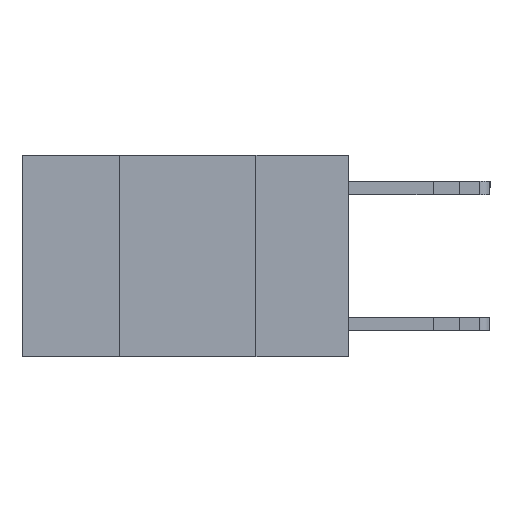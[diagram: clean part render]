
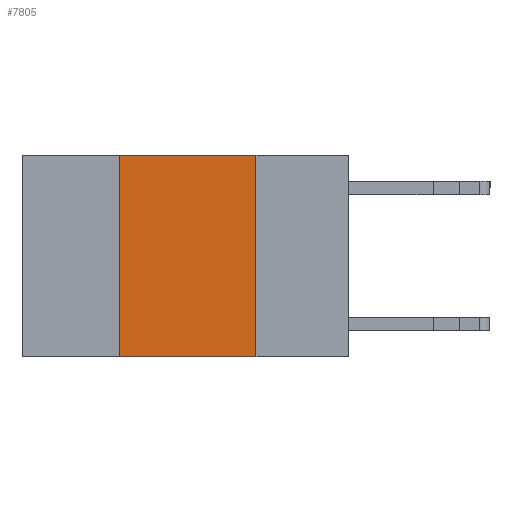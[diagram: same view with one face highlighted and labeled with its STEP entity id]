
A CAD part, left-side view. The second image highlights one B-rep face of the part: STEP entity #7805.
In plain terms, the highlighted planar face has unit normal (-1, 0, 0).
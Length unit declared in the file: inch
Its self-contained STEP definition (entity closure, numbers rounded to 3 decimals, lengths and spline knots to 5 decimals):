
#151 = ORIENTED_EDGE ( 'NONE', *, *, #471, .T. ) ;
#423 = CARTESIAN_POINT ( 'NONE',  ( 0., 0.42, 0. ) ) ;
#471 = EDGE_CURVE ( 'NONE', #10826, #7598, #12690, .T. ) ;
#1790 = VECTOR ( 'NONE', #2982, 39.37008 ) ;
#2002 = EDGE_CURVE ( 'NONE', #8018, #15912, #9570, .T. ) ;
#2565 = PLANE ( 'NONE',  #15692 ) ;
#2982 = DIRECTION ( 'NONE',  ( 0., -1., 0. ) ) ;
#4033 = DIRECTION ( 'NONE',  ( 1., 0., 0. ) ) ;
#4968 = EDGE_CURVE ( 'NONE', #10826, #8018, #6617, .T. ) ;
#5787 = LINE ( 'NONE', #19016, #14071 ) ;
#6617 = LINE ( 'NONE', #423, #15947 ) ;
#6900 = CARTESIAN_POINT ( 'NONE',  ( 0., 0.42, -0.37 ) ) ;
#7036 = CARTESIAN_POINT ( 'NONE',  ( 0., 0.17, 0. ) ) ;
#7598 = VERTEX_POINT ( 'NONE', #17170 ) ;
#7805 = ADVANCED_FACE ( 'NONE', ( #15256 ), #2565, .F. ) ;
#8018 = VERTEX_POINT ( 'NONE', #20448 ) ;
#9316 = ORIENTED_EDGE ( 'NONE', *, *, #4968, .F. ) ;
#9570 = LINE ( 'NONE', #17929, #14641 ) ;
#10826 = VERTEX_POINT ( 'NONE', #6900 ) ;
#12168 = CARTESIAN_POINT ( 'NONE',  ( 0., 0.6, 0. ) ) ;
#12241 = DIRECTION ( 'NONE',  ( 0., 0., -1. ) ) ;
#12690 = LINE ( 'NONE', #17370, #1790 ) ;
#13090 = DIRECTION ( 'NONE',  ( 0., 0., 1. ) ) ;
#13542 = ORIENTED_EDGE ( 'NONE', *, *, #2002, .F. ) ;
#14071 = VECTOR ( 'NONE', #12241, 39.37008 ) ;
#14641 = VECTOR ( 'NONE', #18027, 39.37008 ) ;
#15256 = FACE_OUTER_BOUND ( 'NONE', #16939, .T. ) ;
#15461 = DIRECTION ( 'NONE',  ( 0., 0., -1. ) ) ;
#15692 = AXIS2_PLACEMENT_3D ( 'NONE', #12168, #4033, #15461 ) ;
#15912 = VERTEX_POINT ( 'NONE', #7036 ) ;
#15947 = VECTOR ( 'NONE', #13090, 39.37008 ) ;
#16939 = EDGE_LOOP ( 'NONE', ( #18595, #13542, #9316, #151 ) ) ;
#17170 = CARTESIAN_POINT ( 'NONE',  ( 0., 0.17, -0.37 ) ) ;
#17370 = CARTESIAN_POINT ( 'NONE',  ( 0., 0.6, -0.37 ) ) ;
#17929 = CARTESIAN_POINT ( 'NONE',  ( 0., 0.6, 0. ) ) ;
#18027 = DIRECTION ( 'NONE',  ( 0., -1., 0. ) ) ;
#18595 = ORIENTED_EDGE ( 'NONE', *, *, #20023, .F. ) ;
#19016 = CARTESIAN_POINT ( 'NONE',  ( 0., 0.17, 0. ) ) ;
#20023 = EDGE_CURVE ( 'NONE', #15912, #7598, #5787, .T. ) ;
#20448 = CARTESIAN_POINT ( 'NONE',  ( 0., 0.42, 0. ) ) ;
